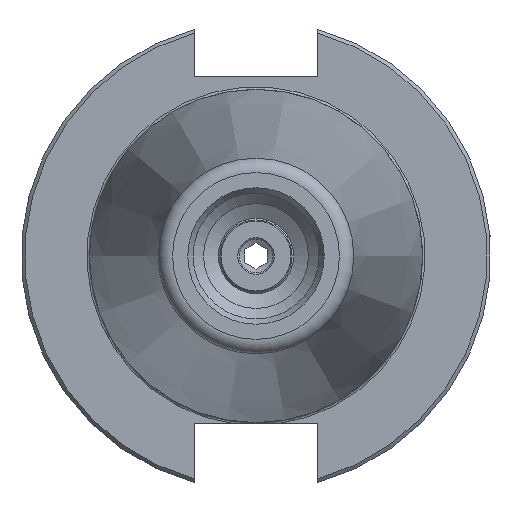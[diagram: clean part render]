
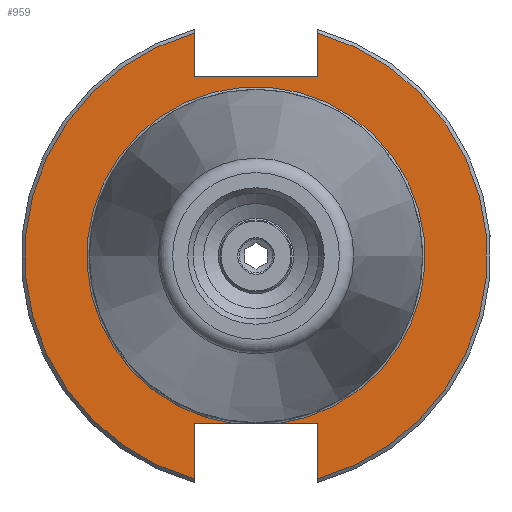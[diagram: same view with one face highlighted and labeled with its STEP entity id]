
A CAD part, left-side view. The second image highlights one B-rep face of the part: STEP entity #959.
In plain terms, the highlighted planar face has unit normal (-1, 0, 0).
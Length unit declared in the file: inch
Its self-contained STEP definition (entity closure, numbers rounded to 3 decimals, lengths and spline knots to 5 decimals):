
#307=CARTESIAN_POINT('',(0.125,-0.18258,-1.383));
#308=VERTEX_POINT('',#307);
#309=CARTESIAN_POINT('',(0.125,0.18258,-1.383));
#310=VERTEX_POINT('',#309);
#324=CARTESIAN_POINT('',(0.125,0.0,0.0));
#325=DIRECTION('',(-1.0,0.0,0.0));
#326=DIRECTION('',(0.0,-1.0,0.0));
#327=AXIS2_PLACEMENT_3D('',#324,#325,#326);
#328=CIRCLE('',#327,1.395);
#329=EDGE_CURVE('',#308,#310,#328,.T.);
#576=CARTESIAN_POINT('',(0.125,0.5075,-1.383));
#577=VERTEX_POINT('',#576);
#584=CARTESIAN_POINT('',(0.125,0.5075,-1.83875));
#585=VERTEX_POINT('',#584);
#586=CARTESIAN_POINT('',(0.125,0.5075,-1.83875));
#587=DIRECTION('',(0.0,0.0,1.0));
#588=VECTOR('',#587,0.45575);
#589=LINE('',#586,#588);
#590=EDGE_CURVE('',#585,#577,#589,.T.);
#832=CARTESIAN_POINT('',(0.125,-0.5075,-1.83875));
#833=VERTEX_POINT('',#832);
#847=CARTESIAN_POINT('',(0.125,-0.5075,-1.383));
#848=VERTEX_POINT('',#847);
#849=CARTESIAN_POINT('',(0.125,-0.5075,-1.383));
#850=DIRECTION('',(0.0,0.0,-1.0));
#851=VECTOR('',#850,0.45575);
#852=LINE('',#849,#851);
#853=EDGE_CURVE('',#848,#833,#852,.T.);
#880=CARTESIAN_POINT('',(0.125,-0.5075,1.83875));
#881=VERTEX_POINT('',#880);
#895=CARTESIAN_POINT('',(0.125,0.0,0.0));
#896=DIRECTION('',(1.0,0.0,0.0));
#897=DIRECTION('',(0.0,-1.0,0.0));
#898=AXIS2_PLACEMENT_3D('',#895,#896,#897);
#899=CIRCLE('',#898,1.9075);
#900=EDGE_CURVE('',#881,#833,#899,.T.);
#905=CARTESIAN_POINT('',(0.125,1.65625,0.0));
#906=DIRECTION('',(-1.0,0.0,0.0));
#907=DIRECTION('',(0.0,0.0,1.0));
#908=AXIS2_PLACEMENT_3D('',#905,#906,#907);
#909=PLANE('',#908);
#910=ORIENTED_EDGE('',*,*,#329,.F.);
#911=CARTESIAN_POINT('',(0.125,-0.18258,-1.383));
#912=DIRECTION('',(0.0,-1.0,0.0));
#913=VECTOR('',#912,0.32492);
#914=LINE('',#911,#913);
#915=EDGE_CURVE('',#308,#848,#914,.T.);
#916=ORIENTED_EDGE('',*,*,#915,.T.);
#917=ORIENTED_EDGE('',*,*,#853,.T.);
#918=ORIENTED_EDGE('',*,*,#900,.F.);
#919=CARTESIAN_POINT('',(0.125,-0.5075,1.478));
#920=VERTEX_POINT('',#919);
#921=CARTESIAN_POINT('',(0.125,-0.5075,1.83875));
#922=DIRECTION('',(0.0,0.0,-1.0));
#923=VECTOR('',#922,0.36075);
#924=LINE('',#921,#923);
#925=EDGE_CURVE('',#881,#920,#924,.T.);
#926=ORIENTED_EDGE('',*,*,#925,.T.);
#927=CARTESIAN_POINT('',(0.125,0.5075,1.478));
#928=VERTEX_POINT('',#927);
#929=CARTESIAN_POINT('',(0.125,-0.5075,1.478));
#930=DIRECTION('',(0.0,1.0,0.0));
#931=VECTOR('',#930,1.015);
#932=LINE('',#929,#931);
#933=EDGE_CURVE('',#920,#928,#932,.T.);
#934=ORIENTED_EDGE('',*,*,#933,.T.);
#935=CARTESIAN_POINT('',(0.125,0.5075,1.83875));
#936=VERTEX_POINT('',#935);
#937=CARTESIAN_POINT('',(0.125,0.5075,1.478));
#938=DIRECTION('',(0.0,0.0,1.0));
#939=VECTOR('',#938,0.36075);
#940=LINE('',#937,#939);
#941=EDGE_CURVE('',#928,#936,#940,.T.);
#942=ORIENTED_EDGE('',*,*,#941,.T.);
#943=CARTESIAN_POINT('',(0.125,0.0,0.0));
#944=DIRECTION('',(1.0,0.0,0.0));
#945=DIRECTION('',(0.0,1.0,0.0));
#946=AXIS2_PLACEMENT_3D('',#943,#944,#945);
#947=CIRCLE('',#946,1.9075);
#948=EDGE_CURVE('',#585,#936,#947,.T.);
#949=ORIENTED_EDGE('',*,*,#948,.F.);
#950=ORIENTED_EDGE('',*,*,#590,.T.);
#951=CARTESIAN_POINT('',(0.125,0.5075,-1.383));
#952=DIRECTION('',(0.0,-1.0,0.0));
#953=VECTOR('',#952,0.32492);
#954=LINE('',#951,#953);
#955=EDGE_CURVE('',#577,#310,#954,.T.);
#956=ORIENTED_EDGE('',*,*,#955,.T.);
#957=EDGE_LOOP('',(#910,#916,#917,#918,#926,#934,#942,#949,#950,#956));
#958=FACE_OUTER_BOUND('',#957,.T.);
#959=ADVANCED_FACE('',(#958),#909,.T.);
